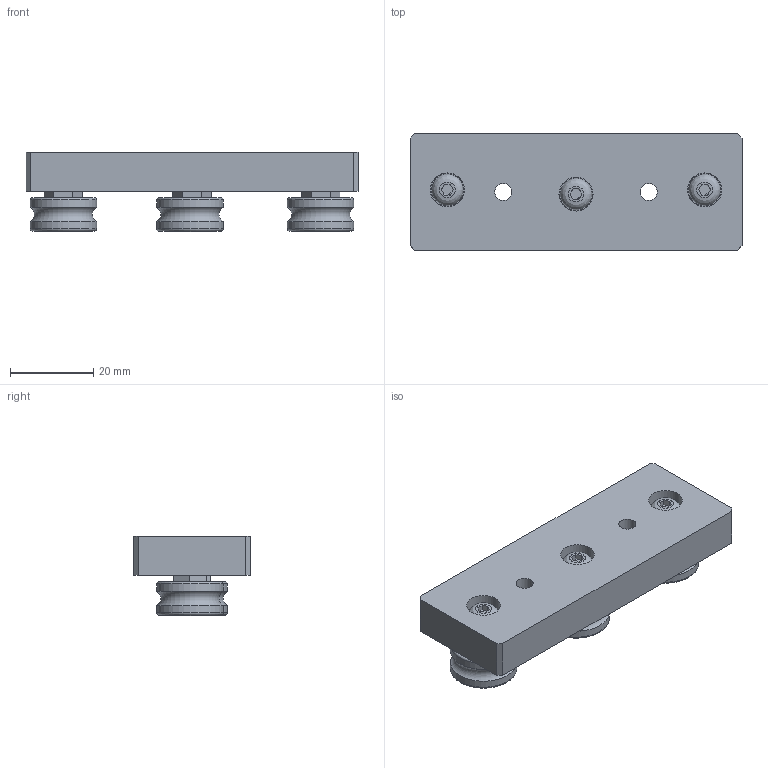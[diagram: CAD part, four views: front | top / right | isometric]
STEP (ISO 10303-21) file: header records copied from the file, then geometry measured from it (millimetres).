
FILE_DESCRIPTION(/* description */ ('CARRELLO IL28 3 ROT. L=80'),/* implementation_level */ '2;1');
FILE_NAME(/* name */ 'GCARO0000034.stp',/* time_stamp */ '2022-07-28T10:38:43+02:00',/* author */ ('tecnico3.vi'),/* organization */ (''),/* preprocessor_version */ 'ST-DEVELOPER v18.1',/* originating_system */ 'Autodesk Inventor 2022',/* authorisation */ '');
FILE_SCHEMA (('AUTOMOTIVE_DESIGN { 1 0 10303 214 3 1 1 }'));
Length unit declared in the file: millimetre
Products named in the file (6): GCARO0000034; DPSCA0000154; CVIBB0000061; DM80VI0089-A; 23.516.00C; 23.516.00E
Assembly tree (10 placements, depth 2):
  GCARO0000034
    DPSCA0000154
    CVIBB0000061  x3
    DM80VI0089-A  x3
    23.516.00C  x2
    23.516.00E
Bounding box: 80 x 28 x 19.2 mm (x, y, z)
Volume: 25076.6 mm3; surface area: 11212.2 mm2
Topology: 10 solids, 10 shells, 164 faces, 350 edges, 229 vertices
Faces by surface type: plane 93, cylinder 44, torus 12, cone 12, bspline 3
Full cylindrical faces by diameter (mm): 3.242 x3, 4 x3, 4.134 x2, 4.3 x3, 6 x6, 7 x4, 7.6 x3, 8 x5, 8.2 x3, 12 x6, 16 x6
Entity records: 3037 total; most frequent: DIRECTION 518, CARTESIAN_POINT 500, ORIENTED_EDGE 416, EDGE_CURVE 208, AXIS2_PLACEMENT_3D 203, VERTEX_POINT 137, EDGE_LOOP 129, LINE 112
